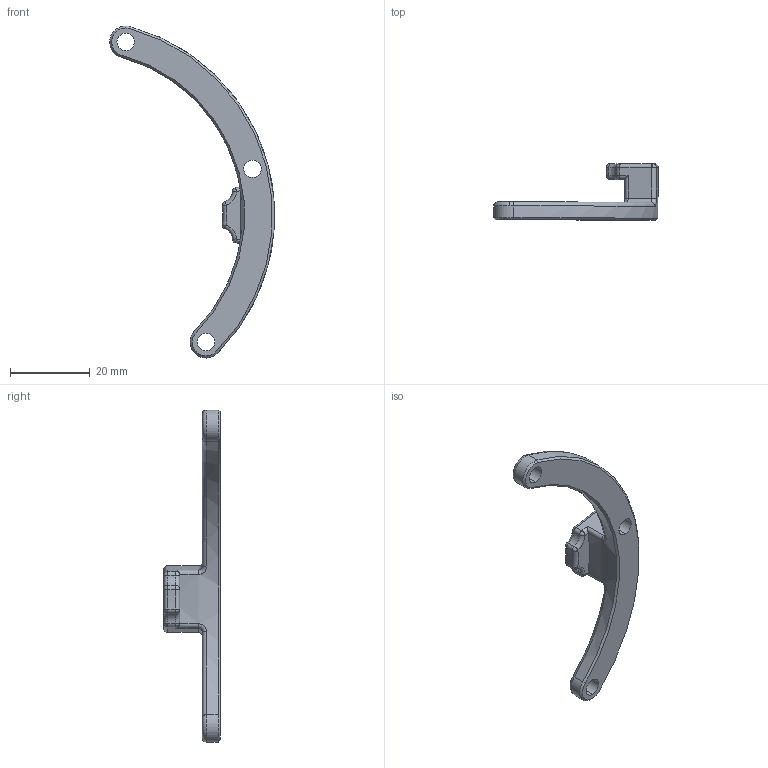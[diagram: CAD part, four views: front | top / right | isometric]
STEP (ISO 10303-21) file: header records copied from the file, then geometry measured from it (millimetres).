
FILE_DESCRIPTION (( 'STEP AP214' ), '1' );
FILE_NAME ('hip_stopper.STEP', '2026-01-14T06:50:20', ( '' ), ( '' ), 'SwSTEP 2.0', 'SolidWorks 2023', '' );
FILE_SCHEMA (( 'AUTOMOTIVE_DESIGN' ));
Length unit declared in the file: millimetre
Products named in the file (1): hip_stopper
Bounding box: 41.28 x 14.2 x 83.29 mm (x, y, z)
Volume: 4752.9 mm3; surface area: 3046.8 mm2
Topology: 1 solids, 1 shells, 77 faces, 175 edges, 98 vertices
Faces by surface type: cylinder 29, torus 14, sphere 12, cone 11, plane 7, bspline 4
Entity records: 2350 total; most frequent: CARTESIAN_POINT 581, DIRECTION 415, ORIENTED_EDGE 342, AXIS2_PLACEMENT_3D 182, EDGE_CURVE 171, CIRCLE 108, VERTEX_POINT 96, EDGE_LOOP 83
